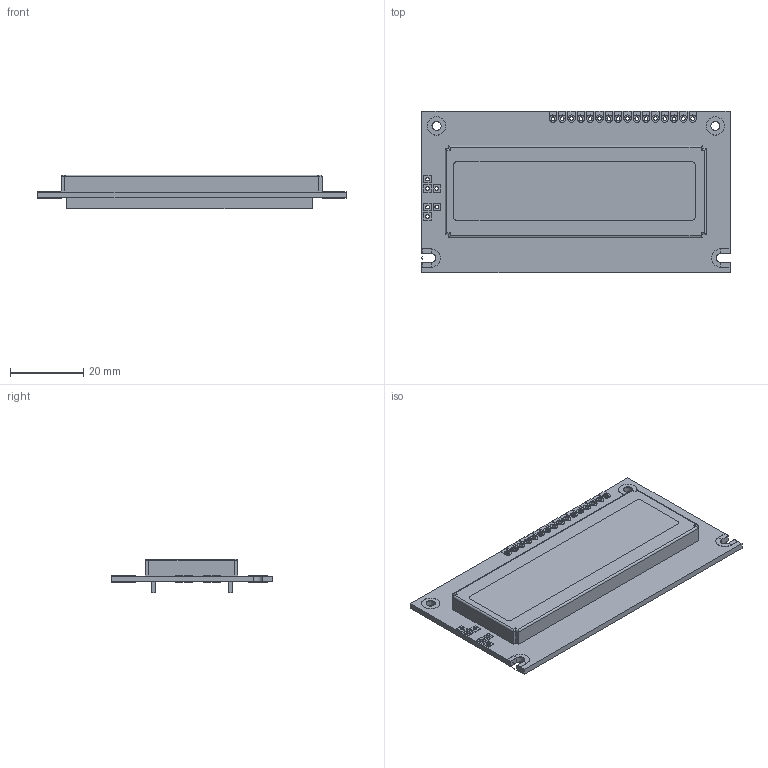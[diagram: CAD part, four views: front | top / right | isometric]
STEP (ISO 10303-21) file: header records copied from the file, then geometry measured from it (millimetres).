
FILE_DESCRIPTION(('FreeCAD Model'),'2;1');
FILE_NAME('Fusion015_fd_sp.step','2018-02-01T23:17:12',('kicad StepUp'),('ksu MCAD' ),'Open CASCADE STEP processor 7.1','FreeCAD','Unknown');
FILE_SCHEMA(('AUTOMOTIVE_DESIGN { 1 0 10303 214 1 1 1 1 }'));
Length unit declared in the file: millimetre
Products named in the file (1): Fusion015_fd_sp
Bounding box: 84.02 x 44 x 9.2 mm (x, y, z)
Volume: 14503.2 mm3; surface area: 9603.4 mm2
Topology: 3 solids, 3 shells, 550 faces, 1308 edges, 752 vertices
Faces by surface type: plane 382, cylinder 168
Full cylindrical faces by diameter (mm): 1 x34, 2.5 x6, 5 x4
Entity records: 19406 total; most frequent: DIRECTION 2806, ORIENTED_EDGE 2616, CARTESIAN_POINT 2611, EDGE_CURVE 1308, AXIS2_PLACEMENT_3D 947, LINE 912, VECTOR 912, VERTEX_POINT 752
